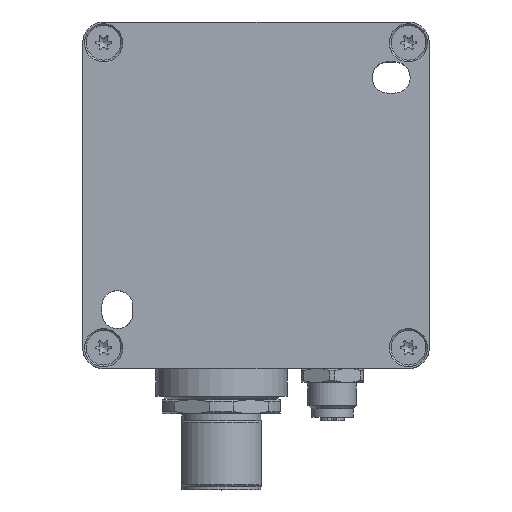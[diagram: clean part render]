
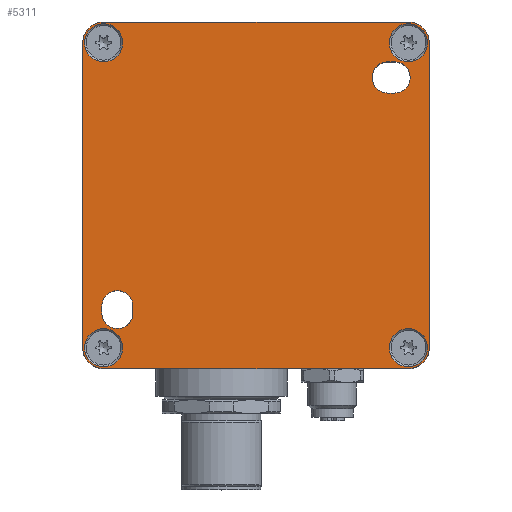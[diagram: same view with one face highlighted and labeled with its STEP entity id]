
A CAD part, top view. The second image highlights one B-rep face of the part: STEP entity #5311.
In plain terms, the highlighted face is planar.
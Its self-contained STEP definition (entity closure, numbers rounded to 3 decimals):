
#214=LINE($,#8656,#485);
#215=LINE($,#8682,#486);
#216=LINE($,#8684,#487);
#217=LINE($,#8686,#488);
#218=LINE($,#8688,#489);
#219=LINE($,#8689,#490);
#220=LINE($,#8690,#491);
#221=LINE($,#8691,#492);
#485=VECTOR($,#6887,44.);
#486=VECTOR($,#6922,44.);
#487=VECTOR($,#6925,44.);
#488=VECTOR($,#6928,44.);
#489=VECTOR($,#6931,1.);
#490=VECTOR($,#6932,1.);
#491=VECTOR($,#6933,1.);
#492=VECTOR($,#6934,1.);
#826=PLANE($,#5846);
#1076=FACE_BOUND($,#1755,.T.);
#1077=FACE_BOUND($,#1756,.T.);
#1078=FACE_BOUND($,#1757,.T.);
#1079=FACE_BOUND($,#1758,.T.);
#1080=FACE_BOUND($,#1759,.T.);
#1081=FACE_BOUND($,#1760,.T.);
#1298=FACE_OUTER_BOUND($,#1754,.T.);
#1754=EDGE_LOOP($,(#4120,#4121,#4122,#4123,#4124,#4125,#4126,#4127));
#1755=EDGE_LOOP($,(#4128));
#1756=EDGE_LOOP($,(#4129));
#1757=EDGE_LOOP($,(#4130));
#1758=EDGE_LOOP($,(#4131));
#1759=EDGE_LOOP($,(#4132,#4133,#4134,#4135));
#1760=EDGE_LOOP($,(#4136,#4137,#4138,#4139));
#2086=CIRCLE($,#5734,2.25);
#2089=CIRCLE($,#5738,3.);
#2094=CIRCLE($,#5745,3.);
#2096=CIRCLE($,#5749,3.);
#2105=CIRCLE($,#5760,3.);
#2119=CIRCLE($,#5793,2.25);
#2125=CIRCLE($,#5804,2.25);
#2126=CIRCLE($,#5808,2.25);
#2137=CIRCLE($,#5830,2.75);
#2139=CIRCLE($,#5834,2.75);
#2141=CIRCLE($,#5838,2.75);
#2143=CIRCLE($,#5842,2.75);
#2394=VERTEX_POINT($,#8230);
#2395=VERTEX_POINT($,#8232);
#2407=VERTEX_POINT($,#8370);
#2408=VERTEX_POINT($,#8372);
#2416=VERTEX_POINT($,#8392);
#2417=VERTEX_POINT($,#8394);
#2422=VERTEX_POINT($,#8408);
#2423=VERTEX_POINT($,#8410);
#2434=VERTEX_POINT($,#8437);
#2435=VERTEX_POINT($,#8439);
#2455=VERTEX_POINT($,#8574);
#2456=VERTEX_POINT($,#8576);
#2467=VERTEX_POINT($,#8610);
#2468=VERTEX_POINT($,#8612);
#2471=VERTEX_POINT($,#8624);
#2472=VERTEX_POINT($,#8626);
#2483=VERTEX_POINT($,#8661);
#2485=VERTEX_POINT($,#8667);
#2487=VERTEX_POINT($,#8673);
#2489=VERTEX_POINT($,#8679);
#2966=EDGE_CURVE($,#2395,#2394,#2086,.T.);
#2980=EDGE_CURVE($,#2407,#2408,#2089,.T.);
#2991=EDGE_CURVE($,#2416,#2417,#2094,.T.);
#2999=EDGE_CURVE($,#2422,#2423,#2096,.T.);
#3014=EDGE_CURVE($,#2434,#2435,#2105,.T.);
#3049=EDGE_CURVE($,#2456,#2455,#2119,.T.);
#3068=EDGE_CURVE($,#2468,#2467,#2125,.T.);
#3075=EDGE_CURVE($,#2472,#2471,#2126,.T.);
#3086=EDGE_CURVE($,#2423,#2434,#214,.T.);
#3088=EDGE_CURVE($,#2483,#2483,#2137,.T.);
#3090=EDGE_CURVE($,#2485,#2485,#2139,.T.);
#3092=EDGE_CURVE($,#2487,#2487,#2141,.T.);
#3094=EDGE_CURVE($,#2489,#2489,#2143,.T.);
#3095=EDGE_CURVE($,#2435,#2407,#215,.T.);
#3096=EDGE_CURVE($,#2408,#2416,#216,.T.);
#3097=EDGE_CURVE($,#2417,#2422,#217,.T.);
#3098=EDGE_CURVE($,#2467,#2456,#218,.T.);
#3099=EDGE_CURVE($,#2455,#2468,#219,.T.);
#3100=EDGE_CURVE($,#2471,#2395,#220,.T.);
#3101=EDGE_CURVE($,#2394,#2472,#221,.T.);
#4120=ORIENTED_EDGE($,*,*,#2999,.F.);
#4121=ORIENTED_EDGE($,*,*,#3097,.F.);
#4122=ORIENTED_EDGE($,*,*,#2991,.F.);
#4123=ORIENTED_EDGE($,*,*,#3096,.F.);
#4124=ORIENTED_EDGE($,*,*,#2980,.F.);
#4125=ORIENTED_EDGE($,*,*,#3095,.F.);
#4126=ORIENTED_EDGE($,*,*,#3014,.F.);
#4127=ORIENTED_EDGE($,*,*,#3086,.F.);
#4128=ORIENTED_EDGE($,*,*,#3094,.T.);
#4129=ORIENTED_EDGE($,*,*,#3092,.T.);
#4130=ORIENTED_EDGE($,*,*,#3090,.T.);
#4131=ORIENTED_EDGE($,*,*,#3088,.T.);
#4132=ORIENTED_EDGE($,*,*,#3098,.T.);
#4133=ORIENTED_EDGE($,*,*,#3049,.T.);
#4134=ORIENTED_EDGE($,*,*,#3099,.T.);
#4135=ORIENTED_EDGE($,*,*,#3068,.T.);
#4136=ORIENTED_EDGE($,*,*,#3100,.T.);
#4137=ORIENTED_EDGE($,*,*,#2966,.T.);
#4138=ORIENTED_EDGE($,*,*,#3101,.T.);
#4139=ORIENTED_EDGE($,*,*,#3075,.T.);
#5311=ADVANCED_FACE($,(#1298,#1076,#1077,#1078,#1079,#1080,#1081),#826,
 .T.);
#5734=AXIS2_PLACEMENT_3D($,#8233,#6643,#6644);
#5738=AXIS2_PLACEMENT_3D($,#8373,#6656,#6657);
#5745=AXIS2_PLACEMENT_3D($,#8395,#6676,#6677);
#5749=AXIS2_PLACEMENT_3D($,#8411,#6690,#6691);
#5760=AXIS2_PLACEMENT_3D($,#8440,#6718,#6719);
#5793=AXIS2_PLACEMENT_3D($,#8577,#6799,#6800);
#5804=AXIS2_PLACEMENT_3D($,#8613,#6834,#6835);
#5808=AXIS2_PLACEMENT_3D($,#8627,#6848,#6849);
#5830=AXIS2_PLACEMENT_3D($,#8662,#6894,#6895);
#5834=AXIS2_PLACEMENT_3D($,#8668,#6902,#6903);
#5838=AXIS2_PLACEMENT_3D($,#8674,#6910,#6911);
#5842=AXIS2_PLACEMENT_3D($,#8680,#6918,#6919);
#5846=AXIS2_PLACEMENT_3D($,#8687,#6929,#6930);
#6643=DIRECTION('center_axis',(0.,0.,
-1.));
#6644=DIRECTION('ref_axis',(1.,0.,0.));
#6656=DIRECTION('center_axis',(0.,0.,
-1.));
#6657=DIRECTION('ref_axis',(-0.707,0.707,0.));
#6676=DIRECTION('center_axis',(0.,0.,
-1.));
#6677=DIRECTION('ref_axis',(0.707,0.707,0.));
#6690=DIRECTION('center_axis',(0.,0.,
-1.));
#6691=DIRECTION('ref_axis',(0.707,-0.707,0.));
#6718=DIRECTION('center_axis',(0.,0.,
-1.));
#6719=DIRECTION('ref_axis',(-0.707,-0.707,0.));
#6799=DIRECTION('center_axis',(0.,0.,
-1.));
#6800=DIRECTION('ref_axis',(1.,0.,0.));
#6834=DIRECTION('center_axis',(0.,0.,
-1.));
#6835=DIRECTION('ref_axis',(-1.,0.,0.));
#6848=DIRECTION('center_axis',(0.,0.,
-1.));
#6849=DIRECTION('ref_axis',(-1.,0.,0.));
#6887=DIRECTION($,(-1.,0.,0.));
#6894=DIRECTION('center_axis',(0.,0.,
-1.));
#6895=DIRECTION('ref_axis',(1.,0.,0.));
#6902=DIRECTION('center_axis',(0.,0.,
-1.));
#6903=DIRECTION('ref_axis',(1.,0.,0.));
#6910=DIRECTION('center_axis',(0.,0.,
-1.));
#6911=DIRECTION('ref_axis',(1.,0.,0.));
#6918=DIRECTION('center_axis',(0.,0.,
-1.));
#6919=DIRECTION('ref_axis',(1.,0.,0.));
#6922=DIRECTION($,(0.,1.,0.));
#6925=DIRECTION($,(1.,0.,0.));
#6928=DIRECTION($,(0.,-1.,0.));
#6929=DIRECTION('center_axis',(0.,0.,
1.));
#6930=DIRECTION('ref_axis',(1.,0.,0.));
#6931=DIRECTION($,(1.,0.,0.));
#6932=DIRECTION($,(-1.,0.,0.));
#6933=DIRECTION($,(0.,-1.,0.));
#6934=DIRECTION($,(0.,1.,0.));
#8230=CARTESIAN_POINT('',(-22.25,-17.,27.));
#8232=CARTESIAN_POINT('',(-17.75,-17.,27.));
#8233=CARTESIAN_POINT('Origin',(-20.,-17.,27.));
#8370=CARTESIAN_POINT('',(-25.,22.,27.));
#8372=CARTESIAN_POINT('',(-22.,25.,27.));
#8373=CARTESIAN_POINT('Origin',(-22.,22.,27.));
#8392=CARTESIAN_POINT('',(22.,25.,27.));
#8394=CARTESIAN_POINT('',(25.,22.,27.));
#8395=CARTESIAN_POINT('Origin',(22.,22.,27.));
#8408=CARTESIAN_POINT('',(25.,-22.,27.));
#8410=CARTESIAN_POINT('',(22.,-25.,27.));
#8411=CARTESIAN_POINT('Origin',(22.,-22.,27.));
#8437=CARTESIAN_POINT('',(-22.,-25.,27.));
#8439=CARTESIAN_POINT('',(-25.,-22.,27.));
#8440=CARTESIAN_POINT('Origin',(-22.,-22.,27.));
#8574=CARTESIAN_POINT('',(20.,14.75,27.));
#8576=CARTESIAN_POINT('',(20.,19.25,27.));
#8577=CARTESIAN_POINT('Origin',(20.,17.,27.));
#8610=CARTESIAN_POINT('',(19.,19.25,27.));
#8612=CARTESIAN_POINT('',(19.,14.75,27.));
#8613=CARTESIAN_POINT('Origin',(19.,17.,27.));
#8624=CARTESIAN_POINT('',(-17.75,-16.,27.));
#8626=CARTESIAN_POINT('',(-22.25,-16.,27.));
#8627=CARTESIAN_POINT('Origin',(-20.,-16.,27.));
#8656=CARTESIAN_POINT($,(25.,-25.,27.));
#8661=CARTESIAN_POINT('',(-19.25,-22.,27.));
#8662=CARTESIAN_POINT('Origin',(-22.,-22.,27.));
#8667=CARTESIAN_POINT('',(-19.25,22.,27.));
#8668=CARTESIAN_POINT('Origin',(-22.,22.,27.));
#8673=CARTESIAN_POINT('',(24.75,-22.,27.));
#8674=CARTESIAN_POINT('Origin',(22.,-22.,27.));
#8679=CARTESIAN_POINT('',(24.75,22.,27.));
#8680=CARTESIAN_POINT('Origin',(22.,22.,27.));
#8682=CARTESIAN_POINT($,(-25.,-25.,27.));
#8684=CARTESIAN_POINT($,(-25.,25.,27.));
#8686=CARTESIAN_POINT($,(25.,25.,27.));
#8687=CARTESIAN_POINT('Origin',(0.,0.,
27.));
#8688=CARTESIAN_POINT($,(10.,19.25,27.));
#8689=CARTESIAN_POINT($,(9.5,14.75,27.));
#8690=CARTESIAN_POINT($,(-17.75,-8.5,27.));
#8691=CARTESIAN_POINT($,(-22.25,-8.,27.));
